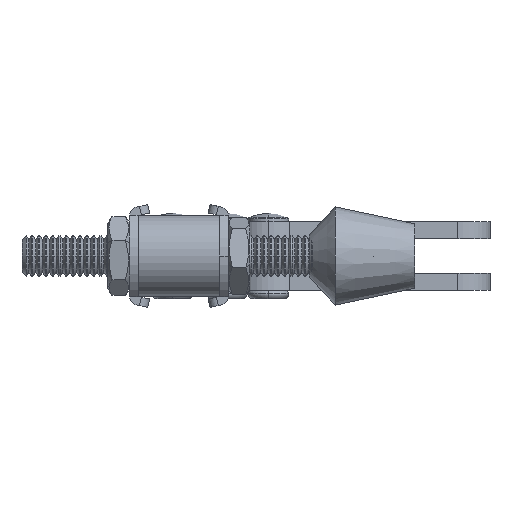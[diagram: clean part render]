
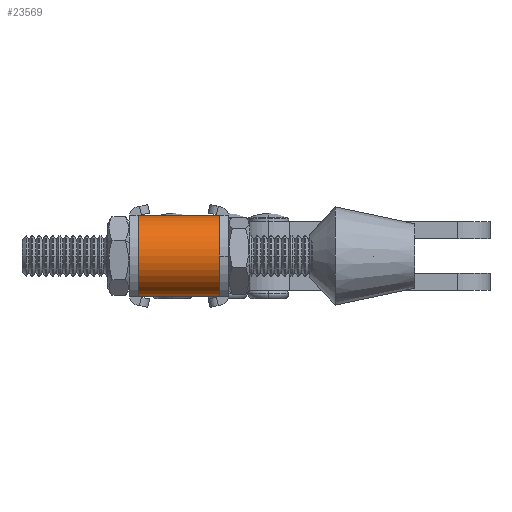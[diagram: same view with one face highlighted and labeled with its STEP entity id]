
A CAD part, left-side view. The second image highlights one B-rep face of the part: STEP entity #23569.
In plain terms, the highlighted cylindrical face has radius 9.5 mm (diameter 19 mm), a partial arc.
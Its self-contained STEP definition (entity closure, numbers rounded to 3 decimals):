
#2024 = CIRCLE ( 'NONE', #33147, 9.5 ) ;
#2028 = CIRCLE ( 'NONE', #33146, 9.5 ) ;
#2030 = VECTOR ( 'NONE', #5206, 1000. ) ;
#2055 = LINE ( 'NONE', #5185, #2030 ) ;
#5176 = DIRECTION ( 'NONE',  ( 0., 0., -1. ) ) ;
#5185 = CARTESIAN_POINT ( 'NONE',  ( -103.5, 30.3, 0. ) ) ;
#5190 = DIRECTION ( 'NONE',  ( 0., -1., 0. ) ) ;
#5194 = CARTESIAN_POINT ( 'NONE',  ( -103.5, 30.3, 9.5 ) ) ;
#5197 = DIRECTION ( 'NONE',  ( 0., 0., 1. ) ) ;
#5199 = CARTESIAN_POINT ( 'NONE',  ( -103.5, 11.3, 9.5 ) ) ;
#5202 = DIRECTION ( 'NONE',  ( 0., 1., 0. ) ) ;
#5206 = DIRECTION ( 'NONE',  ( 0., -1., 0. ) ) ;
#7168 = VECTOR ( 'NONE', #12521, 1000. ) ;
#7171 = LINE ( 'NONE', #12522, #7168 ) ;
#10495 = AXIS2_PLACEMENT_3D ( 'NONE', #31707, #31708, #31712 ) ;
#12521 = DIRECTION ( 'NONE',  ( 0., -1., 0. ) ) ;
#12522 = CARTESIAN_POINT ( 'NONE',  ( -103.5, 0., 19. ) ) ;
#14310 = CYLINDRICAL_SURFACE ( 'NONE', #10495, 9.5 ) ;
#14313 = FACE_OUTER_BOUND ( 'NONE', #20222, .T. ) ;
#17904 = ORIENTED_EDGE ( 'NONE', *, *, #30791, .T. ) ;
#17905 = ORIENTED_EDGE ( 'NONE', *, *, #30794, .T. ) ;
#17906 = ORIENTED_EDGE ( 'NONE', *, *, #29992, .F. ) ;
#17907 = ORIENTED_EDGE ( 'NONE', *, *, #30793, .T. ) ;
#20222 = EDGE_LOOP ( 'NONE', ( #17907, #17906, #17905, #17904 ) ) ;
#21281 = VERTEX_POINT ( 'NONE', #34181 ) ;
#22287 = VERTEX_POINT ( 'NONE', #32906 ) ;
#22640 = CARTESIAN_POINT ( 'NONE',  ( -103.5, 30.3, 0. ) ) ;
#22666 = CARTESIAN_POINT ( 'NONE',  ( -103.5, 11.3, 0. ) ) ;
#23569 = ADVANCED_FACE ( 'NONE', ( #14313 ), #14310, .T. ) ;
#25845 = VERTEX_POINT ( 'NONE', #22640 ) ;
#25858 = VERTEX_POINT ( 'NONE', #22666 ) ;
#29992 = EDGE_CURVE ( 'NONE', #22287, #21281, #7171, .T. ) ;
#30791 = EDGE_CURVE ( 'NONE', #25845, #25858, #2055, .T. ) ;
#30793 = EDGE_CURVE ( 'NONE', #25858, #21281, #2028, .T. ) ;
#30794 = EDGE_CURVE ( 'NONE', #22287, #25845, #2024, .T. ) ;
#31707 = CARTESIAN_POINT ( 'NONE',  ( -103.5, 0., 9.5 ) ) ;
#31708 = DIRECTION ( 'NONE',  ( 0., 1., 0. ) ) ;
#31712 = DIRECTION ( 'NONE',  ( 0., 0., 1. ) ) ;
#32906 = CARTESIAN_POINT ( 'NONE',  ( -103.5, 30.3, 19. ) ) ;
#33146 = AXIS2_PLACEMENT_3D ( 'NONE', #5199, #5202, #5197 ) ;
#33147 = AXIS2_PLACEMENT_3D ( 'NONE', #5194, #5190, #5176 ) ;
#34181 = CARTESIAN_POINT ( 'NONE',  ( -103.5, 11.3, 19. ) ) ;
